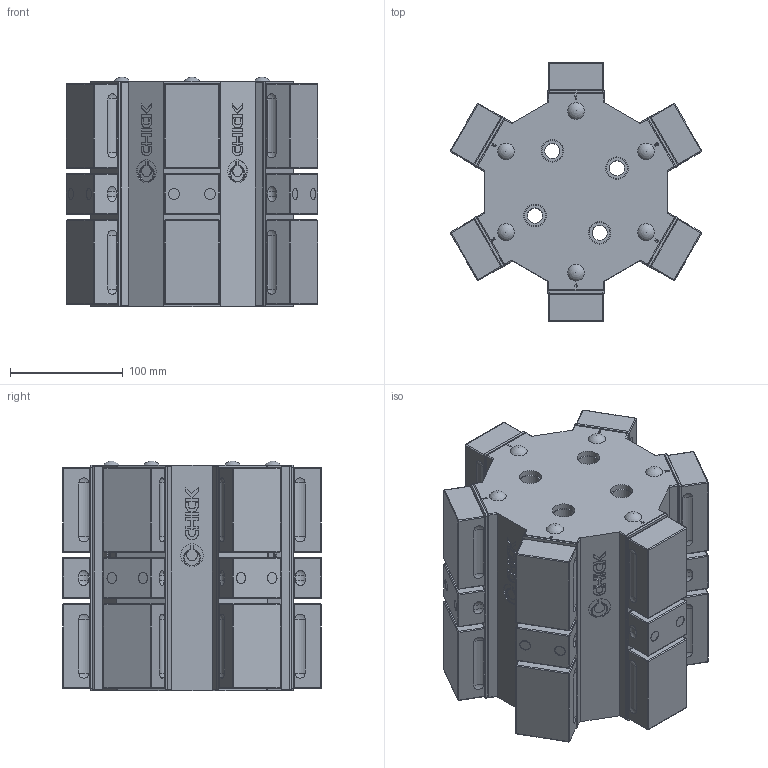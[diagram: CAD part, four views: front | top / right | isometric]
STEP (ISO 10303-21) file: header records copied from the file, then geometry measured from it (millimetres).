
FILE_DESCRIPTION((''),'2;1');
FILE_NAME('082-6200.stp','2015-03-12T09:43:06',('Dayne Stauffer'),(''),'Autodesk Inventor 2013','Autodesk Inventor 2013','');
FILE_SCHEMA(('AUTOMOTIVE_DESIGN { 1 0 10303 214 1 1 1 1 }'));
Length unit declared in the file: millimetre
Products named in the file (6): 082-6200; 082-6210; 080-0313-21; 080-2500; 080-2551; 080-2511
Assembly tree (16 placements, depth 3):
  082-6200
    082-6210
    080-0313-21  x6
    080-2500  x6
      080-2551
      080-2511
Bounding box: 223.3 x 230 x 204 mm (x, y, z)
Volume: 5164100.1 mm3; surface area: 658603 mm2
Topology: 25 solids, 61 shells, 2944 faces, 7114 edges, 4456 vertices
Faces by surface type: plane 1173, cylinder 682, bspline 669, sphere 246, torus 120, cone 54
Full cylindrical faces by diameter (mm): 4.134 x36, 5.2 x12, 9.14 x12, 9.65 x24, 10 x48, 10.106 x6, 12.7 x36, 13.5 x5, 14 x36, 18.09 x2, 18.5 x4, 20 x4, 49.9 x1
Entity records: 41665 total; most frequent: CARTESIAN_POINT 10305, ORIENTED_EDGE 6018, DIRECTION 5729, EDGE_CURVE 3009, VERTEX_POINT 2090, AXIS2_PLACEMENT_3D 1978, EDGE_LOOP 1877, VECTOR 1773
